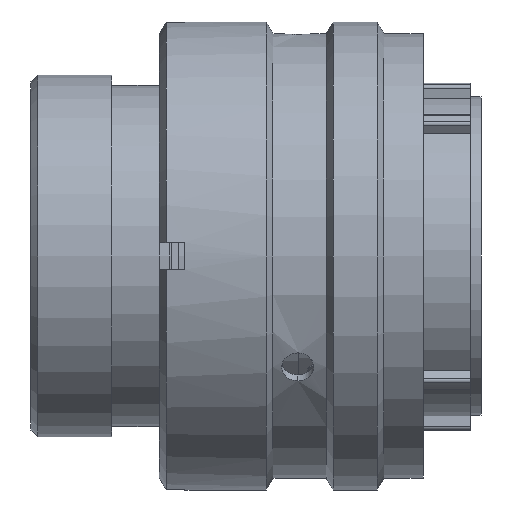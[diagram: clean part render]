
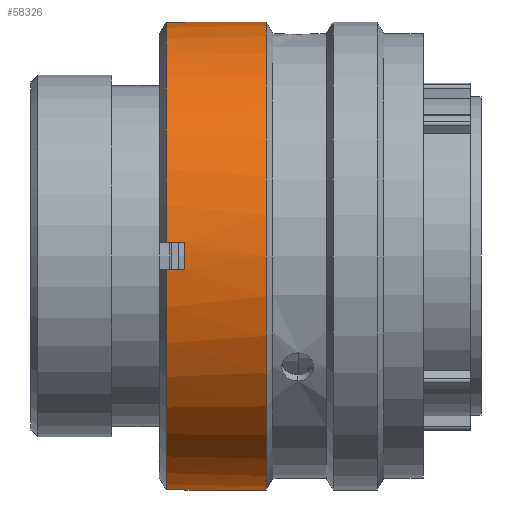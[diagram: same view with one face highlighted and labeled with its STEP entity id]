
A CAD part, front view. The second image highlights one B-rep face of the part: STEP entity #58326.
In plain terms, the highlighted cylindrical face has radius 17.35 mm (diameter 34.7 mm), a partial arc.
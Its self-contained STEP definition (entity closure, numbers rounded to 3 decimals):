
#313 = CARTESIAN_POINT ( 'NONE',  ( 29.07, 0., 0. ) ) ;
#1320 = CIRCLE ( 'NONE', #68249, 17.35 ) ;
#1579 = AXIS2_PLACEMENT_3D ( 'NONE', #313, #77854, #12444 ) ;
#3562 = LINE ( 'NONE', #23233, #6051 ) ;
#3872 = CARTESIAN_POINT ( 'NONE',  ( 11.42, -1., -17.321 ) ) ;
#4716 = LINE ( 'NONE', #36930, #71037 ) ;
#6051 = VECTOR ( 'NONE', #36615, 1000. ) ;
#6092 = VERTEX_POINT ( 'NONE', #67961 ) ;
#6386 = DIRECTION ( 'NONE',  ( -1., 0., 0. ) ) ;
#7900 = VECTOR ( 'NONE', #8184, 1000. ) ;
#8184 = DIRECTION ( 'NONE',  ( 1., 0., 0. ) ) ;
#8243 = ORIENTED_EDGE ( 'NONE', *, *, #25405, .T. ) ;
#9089 = CARTESIAN_POINT ( 'NONE',  ( 11.42, 0., 0. ) ) ;
#9487 = DIRECTION ( 'NONE',  ( 0., 0., 1. ) ) ;
#10150 = CARTESIAN_POINT ( 'NONE',  ( 11.42, 0., -17.35 ) ) ;
#12444 = DIRECTION ( 'NONE',  ( 0., 0., -1. ) ) ;
#12565 = VERTEX_POINT ( 'NONE', #47937 ) ;
#13233 = DIRECTION ( 'NONE',  ( 0., 0., -1. ) ) ;
#13459 = LINE ( 'NONE', #14699, #24593 ) ;
#13912 = VERTEX_POINT ( 'NONE', #10150 ) ;
#14608 = VECTOR ( 'NONE', #64277, 1000. ) ;
#14699 = CARTESIAN_POINT ( 'NONE',  ( 29.07, 0., 17.35 ) ) ;
#15438 = LINE ( 'NONE', #66572, #44070 ) ;
#17233 = ORIENTED_EDGE ( 'NONE', *, *, #79253, .F. ) ;
#18697 = CARTESIAN_POINT ( 'NONE',  ( 11.42, 0., 17.35 ) ) ;
#19696 = CARTESIAN_POINT ( 'NONE',  ( 10.02, -1., 17.321 ) ) ;
#20222 = CARTESIAN_POINT ( 'NONE',  ( 17.44, 0., 0. ) ) ;
#22786 = CARTESIAN_POINT ( 'NONE',  ( 10.02, -17.321, 1. ) ) ;
#23106 = DIRECTION ( 'NONE',  ( 0., 0., 1. ) ) ;
#23233 = CARTESIAN_POINT ( 'NONE',  ( 29.07, -1., 17.321 ) ) ;
#23557 = ORIENTED_EDGE ( 'NONE', *, *, #49224, .T. ) ;
#23558 = VERTEX_POINT ( 'NONE', #3872 ) ;
#24593 = VECTOR ( 'NONE', #52451, 1000. ) ;
#24920 = AXIS2_PLACEMENT_3D ( 'NONE', #67976, #48661, #74308 ) ;
#24992 = CYLINDRICAL_SURFACE ( 'NONE', #1579, 17.35 ) ;
#25285 = CARTESIAN_POINT ( 'NONE',  ( 11.42, -17.321, 1. ) ) ;
#25405 = EDGE_CURVE ( 'NONE', #23558, #13912, #1320, .T. ) ;
#26139 = CARTESIAN_POINT ( 'NONE',  ( 17.44, 0., -17.35 ) ) ;
#26710 = VERTEX_POINT ( 'NONE', #22786 ) ;
#27020 = EDGE_CURVE ( 'NONE', #55041, #55625, #33717, .T. ) ;
#28781 = EDGE_CURVE ( 'NONE', #55041, #70854, #13459, .T. ) ;
#28959 = DIRECTION ( 'NONE',  ( 0., 0., -1. ) ) ;
#29600 = VERTEX_POINT ( 'NONE', #26139 ) ;
#33717 = CIRCLE ( 'NONE', #80627, 17.35 ) ;
#34647 = DIRECTION ( 'NONE',  ( 1., 0., 0. ) ) ;
#36609 = EDGE_LOOP ( 'NONE', ( #40105, #72433, #77650, #58500, #23557, #40912, #48849, #67271, #66963, #8243, #66908, #17233 ) ) ;
#36615 = DIRECTION ( 'NONE',  ( -1., 0., 0. ) ) ;
#36930 = CARTESIAN_POINT ( 'NONE',  ( 29.07, -17.321, -1. ) ) ;
#37218 = CARTESIAN_POINT ( 'NONE',  ( 11.42, -1., 17.321 ) ) ;
#38986 = DIRECTION ( 'NONE',  ( 1., 0., 0. ) ) ;
#40105 = ORIENTED_EDGE ( 'NONE', *, *, #28781, .F. ) ;
#40912 = ORIENTED_EDGE ( 'NONE', *, *, #51628, .T. ) ;
#41905 = CARTESIAN_POINT ( 'NONE',  ( 11.42, 0., 0. ) ) ;
#44070 = VECTOR ( 'NONE', #60303, 1000. ) ;
#44847 = CARTESIAN_POINT ( 'NONE',  ( 11.42, 0., 0. ) ) ;
#47937 = CARTESIAN_POINT ( 'NONE',  ( 10.02, -1., -17.321 ) ) ;
#48661 = DIRECTION ( 'NONE',  ( 1., 0., 0. ) ) ;
#48849 = ORIENTED_EDGE ( 'NONE', *, *, #51477, .T. ) ;
#49055 = DIRECTION ( 'NONE',  ( 1., 0., 0. ) ) ;
#49224 = EDGE_CURVE ( 'NONE', #26710, #71474, #72379, .T. ) ;
#50379 = CIRCLE ( 'NONE', #24920, 17.35 ) ;
#50596 = FACE_OUTER_BOUND ( 'NONE', #36609, .T. ) ;
#50691 = EDGE_CURVE ( 'NONE', #12565, #23558, #15438, .T. ) ;
#51477 = EDGE_CURVE ( 'NONE', #6092, #52466, #4716, .T. ) ;
#51607 = CIRCLE ( 'NONE', #70372, 17.35 ) ;
#51628 = EDGE_CURVE ( 'NONE', #71474, #6092, #52376, .T. ) ;
#52376 = CIRCLE ( 'NONE', #64479, 17.35 ) ;
#52451 = DIRECTION ( 'NONE',  ( 1., 0., 0. ) ) ;
#52466 = VERTEX_POINT ( 'NONE', #81503 ) ;
#55041 = VERTEX_POINT ( 'NONE', #18697 ) ;
#55625 = VERTEX_POINT ( 'NONE', #37218 ) ;
#57982 = CARTESIAN_POINT ( 'NONE',  ( 29.07, 0., -17.35 ) ) ;
#58326 = ADVANCED_FACE ( 'NONE', ( #50596 ), #24992, .T. ) ;
#58500 = ORIENTED_EDGE ( 'NONE', *, *, #70475, .T. ) ;
#60055 = EDGE_CURVE ( 'NONE', #55625, #72693, #3562, .T. ) ;
#60303 = DIRECTION ( 'NONE',  ( 1., 0., 0. ) ) ;
#64277 = DIRECTION ( 'NONE',  ( 1., 0., 0. ) ) ;
#64479 = AXIS2_PLACEMENT_3D ( 'NONE', #44847, #38986, #70480 ) ;
#65242 = CARTESIAN_POINT ( 'NONE',  ( 29.07, -17.321, 1. ) ) ;
#66572 = CARTESIAN_POINT ( 'NONE',  ( 29.07, -1., -17.321 ) ) ;
#66591 = CIRCLE ( 'NONE', #80038, 17.35 ) ;
#66908 = ORIENTED_EDGE ( 'NONE', *, *, #72422, .T. ) ;
#66963 = ORIENTED_EDGE ( 'NONE', *, *, #50691, .T. ) ;
#67271 = ORIENTED_EDGE ( 'NONE', *, *, #70956, .T. ) ;
#67961 = CARTESIAN_POINT ( 'NONE',  ( 11.42, -17.321, -1. ) ) ;
#67976 = CARTESIAN_POINT ( 'NONE',  ( 10.02, 0., 0. ) ) ;
#68249 = AXIS2_PLACEMENT_3D ( 'NONE', #9089, #34647, #9487 ) ;
#70372 = AXIS2_PLACEMENT_3D ( 'NONE', #76142, #82944, #13233 ) ;
#70475 = EDGE_CURVE ( 'NONE', #72693, #26710, #51607, .T. ) ;
#70480 = DIRECTION ( 'NONE',  ( 0., 0., 1. ) ) ;
#70854 = VERTEX_POINT ( 'NONE', #78544 ) ;
#70956 = EDGE_CURVE ( 'NONE', #52466, #12565, #50379, .T. ) ;
#71037 = VECTOR ( 'NONE', #6386, 1000. ) ;
#71474 = VERTEX_POINT ( 'NONE', #25285 ) ;
#72379 = LINE ( 'NONE', #65242, #7900 ) ;
#72422 = EDGE_CURVE ( 'NONE', #13912, #29600, #76414, .T. ) ;
#72433 = ORIENTED_EDGE ( 'NONE', *, *, #27020, .T. ) ;
#72693 = VERTEX_POINT ( 'NONE', #19696 ) ;
#73879 = DIRECTION ( 'NONE',  ( 1., 0., 0. ) ) ;
#74308 = DIRECTION ( 'NONE',  ( 0., 0., -1. ) ) ;
#76142 = CARTESIAN_POINT ( 'NONE',  ( 10.02, 0., 0. ) ) ;
#76414 = LINE ( 'NONE', #57982, #14608 ) ;
#77650 = ORIENTED_EDGE ( 'NONE', *, *, #60055, .T. ) ;
#77854 = DIRECTION ( 'NONE',  ( 1., 0., 0. ) ) ;
#78544 = CARTESIAN_POINT ( 'NONE',  ( 17.44, 0., 17.35 ) ) ;
#79253 = EDGE_CURVE ( 'NONE', #70854, #29600, #66591, .T. ) ;
#80038 = AXIS2_PLACEMENT_3D ( 'NONE', #20222, #49055, #28959 ) ;
#80627 = AXIS2_PLACEMENT_3D ( 'NONE', #41905, #73879, #23106 ) ;
#81503 = CARTESIAN_POINT ( 'NONE',  ( 10.02, -17.321, -1. ) ) ;
#82944 = DIRECTION ( 'NONE',  ( 1., 0., 0. ) ) ;
